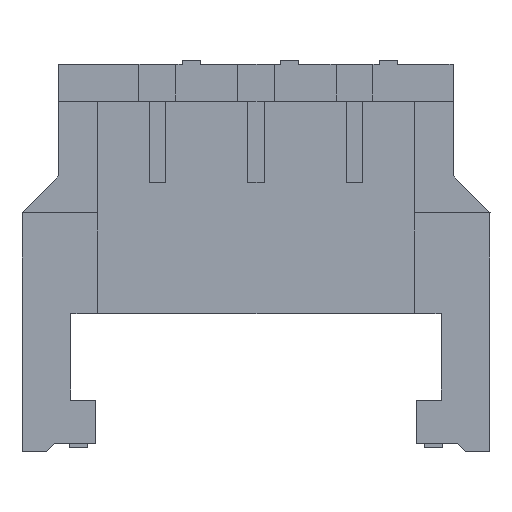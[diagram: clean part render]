
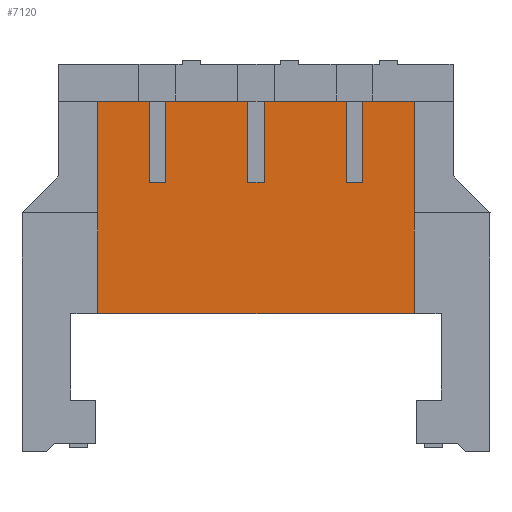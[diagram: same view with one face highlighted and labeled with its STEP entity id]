
A CAD part, top view. The second image highlights one B-rep face of the part: STEP entity #7120.
In plain terms, the highlighted face is planar.
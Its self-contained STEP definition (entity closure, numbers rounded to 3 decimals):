
#4110=CARTESIAN_POINT('',(-7.802,9.799,
8.078));
#4120=VERTEX_POINT('',#4110);
#4150=CARTESIAN_POINT('',(0.,9.799,8.078));
#4160=DIRECTION('',(-1.,-0.,0.));
#4170=VECTOR('',#4160,1.);
#4180=LINE('',#4150,#4170);
#4190=CARTESIAN_POINT('',(-3.942,9.799,
8.078));
#4200=VERTEX_POINT('',#4190);
#4210=EDGE_CURVE('',#4200,#4120,#4180,.T.);
#5630=CARTESIAN_POINT('',(-7.802,9.799,
10.668));
#5640=VERTEX_POINT('',#5630);
#5670=CARTESIAN_POINT('',(-7.802,9.799,0.));
#5680=DIRECTION('',(0.,-0.,-1.));
#5690=VECTOR('',#5680,1.);
#5700=LINE('',#5670,#5690);
#5710=EDGE_CURVE('',#5640,#4120,#5700,.T.);
#5930=CARTESIAN_POINT('',(-7.871,9.799,
8.012));
#5940=DIRECTION('',(0.,-1.,0.));
#5950=DIRECTION('',(-1.,-0.,0.));
#5960=AXIS2_PLACEMENT_3D('',#5930,#5940,#5950);
#5970=PLANE('',#5960);
#5980=ORIENTED_EDGE('',*,*,#5710,.T.);
#5990=CARTESIAN_POINT('',(0.,9.799,10.668));
#6000=DIRECTION('',(-1.,-0.,0.));
#6010=VECTOR('',#6000,1.);
#6020=LINE('',#5990,#6010);
#6030=CARTESIAN_POINT('',(-7.172,9.799,
10.668));
#6040=VERTEX_POINT('',#6030);
#6050=EDGE_CURVE('',#6040,#5640,#6020,.T.);
#6060=ORIENTED_EDGE('',*,*,#6050,.T.);
#6070=CARTESIAN_POINT('',(-7.172,9.799,0.));
#6080=DIRECTION('',(0.,-0.,1.));
#6090=VECTOR('',#6080,1.);
#6100=LINE('',#6070,#6090);
#6110=CARTESIAN_POINT('',(-7.172,9.799,
9.678));
#6120=VERTEX_POINT('',#6110);
#6130=EDGE_CURVE('',#6120,#6040,#6100,.T.);
#6140=ORIENTED_EDGE('',*,*,#6130,.T.);
#6150=CARTESIAN_POINT('',(0.,9.799,9.678));
#6160=DIRECTION('',(1.,0.,0.));
#6170=VECTOR('',#6160,1.);
#6180=LINE('',#6150,#6170);
#6190=CARTESIAN_POINT('',(-6.972,9.799,
9.678));
#6200=VERTEX_POINT('',#6190);
#6210=EDGE_CURVE('',#6120,#6200,#6180,.T.);
#6220=ORIENTED_EDGE('',*,*,#6210,.F.);
#6230=CARTESIAN_POINT('',(-6.972,9.799,0.));
#6240=DIRECTION('',(-0.,0.,1.));
#6250=VECTOR('',#6240,1.);
#6260=LINE('',#6230,#6250);
#6270=CARTESIAN_POINT('',(-6.972,9.799,
10.668));
#6280=VERTEX_POINT('',#6270);
#6290=EDGE_CURVE('',#6200,#6280,#6260,.T.);
#6300=ORIENTED_EDGE('',*,*,#6290,.F.);
#6310=CARTESIAN_POINT('',(0.,9.799,10.668));
#6320=DIRECTION('',(1.,0.,-0.));
#6330=VECTOR('',#6320,1.);
#6340=LINE('',#6310,#6330);
#6350=CARTESIAN_POINT('',(-5.972,9.799,
10.668));
#6360=VERTEX_POINT('',#6350);
#6370=EDGE_CURVE('',#6280,#6360,#6340,.T.);
#6380=ORIENTED_EDGE('',*,*,#6370,.F.);
#6390=CARTESIAN_POINT('',(-5.972,9.799,0.));
#6400=DIRECTION('',(0.,-0.,1.));
#6410=VECTOR('',#6400,1.);
#6420=LINE('',#6390,#6410);
#6430=CARTESIAN_POINT('',(-5.972,9.799,
9.678));
#6440=VERTEX_POINT('',#6430);
#6450=EDGE_CURVE('',#6440,#6360,#6420,.T.);
#6460=ORIENTED_EDGE('',*,*,#6450,.T.);
#6470=CARTESIAN_POINT('',(0.,9.799,9.678));
#6480=DIRECTION('',(-1.,-0.,-0.));
#6490=VECTOR('',#6480,1.);
#6500=LINE('',#6470,#6490);
#6510=CARTESIAN_POINT('',(-5.772,9.799,
9.678));
#6520=VERTEX_POINT('',#6510);
#6530=EDGE_CURVE('',#6520,#6440,#6500,.T.);
#6540=ORIENTED_EDGE('',*,*,#6530,.T.);
#6550=CARTESIAN_POINT('',(-5.772,9.799,0.));
#6560=DIRECTION('',(-0.,0.,1.));
#6570=VECTOR('',#6560,1.);
#6580=LINE('',#6550,#6570);
#6590=CARTESIAN_POINT('',(-5.772,9.799,
10.668));
#6600=VERTEX_POINT('',#6590);
#6610=EDGE_CURVE('',#6520,#6600,#6580,.T.);
#6620=ORIENTED_EDGE('',*,*,#6610,.F.);
#6630=CARTESIAN_POINT('',(1.2,9.799,10.668));
#6640=DIRECTION('',(1.,0.,-0.));
#6650=VECTOR('',#6640,1.);
#6660=LINE('',#6630,#6650);
#6670=CARTESIAN_POINT('',(-4.772,9.799,
10.668));
#6680=VERTEX_POINT('',#6670);
#6690=EDGE_CURVE('',#6600,#6680,#6660,.T.);
#6700=ORIENTED_EDGE('',*,*,#6690,.F.);
#6710=CARTESIAN_POINT('',(-4.772,9.799,0.));
#6720=DIRECTION('',(0.,-0.,1.));
#6730=VECTOR('',#6720,1.);
#6740=LINE('',#6710,#6730);
#6750=CARTESIAN_POINT('',(-4.772,9.799,
9.678));
#6760=VERTEX_POINT('',#6750);
#6770=EDGE_CURVE('',#6760,#6680,#6740,.T.);
#6780=ORIENTED_EDGE('',*,*,#6770,.T.);
#6790=CARTESIAN_POINT('',(1.2,9.799,9.678));
#6800=DIRECTION('',(-1.,-0.,-0.));
#6810=VECTOR('',#6800,1.);
#6820=LINE('',#6790,#6810);
#6830=CARTESIAN_POINT('',(-4.572,9.799,
9.678));
#6840=VERTEX_POINT('',#6830);
#6850=EDGE_CURVE('',#6840,#6760,#6820,.T.);
#6860=ORIENTED_EDGE('',*,*,#6850,.T.);
#6870=CARTESIAN_POINT('',(-4.572,9.799,0.));
#6880=DIRECTION('',(-0.,0.,1.));
#6890=VECTOR('',#6880,1.);
#6900=LINE('',#6870,#6890);
#6910=CARTESIAN_POINT('',(-4.572,9.799,
10.668));
#6920=VERTEX_POINT('',#6910);
#6930=EDGE_CURVE('',#6840,#6920,#6900,.T.);
#6940=ORIENTED_EDGE('',*,*,#6930,.F.);
#6950=CARTESIAN_POINT('',(1.2,9.799,10.668));
#6960=DIRECTION('',(1.,0.,-0.));
#6970=VECTOR('',#6960,1.);
#6980=LINE('',#6950,#6970);
#6990=CARTESIAN_POINT('',(-3.942,9.799,
10.668));
#7000=VERTEX_POINT('',#6990);
#7010=EDGE_CURVE('',#6920,#7000,#6980,.T.);
#7020=ORIENTED_EDGE('',*,*,#7010,.F.);
#7030=CARTESIAN_POINT('',(-3.942,9.799,0.));
#7040=DIRECTION('',(-0.,0.,-1.));
#7050=VECTOR('',#7040,1.);
#7060=LINE('',#7030,#7050);
#7070=EDGE_CURVE('',#7000,#4200,#7060,.T.);
#7080=ORIENTED_EDGE('',*,*,#7070,.F.);
#7090=ORIENTED_EDGE('',*,*,#4210,.F.);
#7100=EDGE_LOOP('',(#7090,#7080,#7020,#6940,#6860,#6780,#6700,#6620,
#6540,#6460,#6380,#6300,#6220,#6140,#6060,#5980));
#7110=FACE_OUTER_BOUND('',#7100,.T.);
#7120=ADVANCED_FACE('',(#7110),#5970,.T.);
